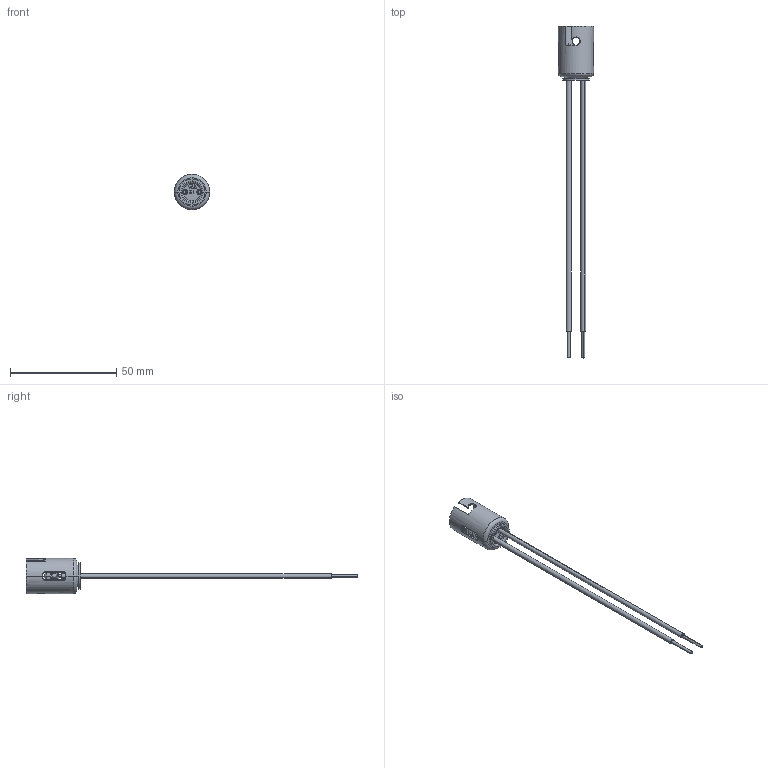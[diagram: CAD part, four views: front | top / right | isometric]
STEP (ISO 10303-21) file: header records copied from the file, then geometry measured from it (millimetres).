
FILE_DESCRIPTION (( 'STEP AP203' ), '1' );
FILE_NAME ('22-07.STEP', '2019-05-31T22:37:30', ( 'user' ), ( 'Microsoft' ), 'SwSTEP 2.0', 'SolidWorks 2018', '' );
FILE_SCHEMA (( 'CONFIG_CONTROL_DESIGN' ));
Length unit declared in the file: foot
Products named in the file (6): 18AWG BLACK SPLIT_wire 2; 22-07; 83001115XX_Crimp; 5800051205_P103583_5800051205; 84005210xx; 80002309xx_compressed
Assembly tree (7 placements, depth 2):
  22-07
    83001115XX_Crimp
    5800051205_P103583_5800051205
    84005210xx  x2
    80002309xx_compressed
    18AWG BLACK SPLIT_wire 2  x2
Bounding box: 16.87 x 156.55 x 16.68 mm (x, y, z)
Volume: 2392.1 mm3; surface area: 5687.1 mm2
Topology: 7 solids, 7 shells, 463 faces, 1217 edges, 800 vertices
Faces by surface type: plane 246, bspline 144, cylinder 43, torus 26, cone 4
Entity records: 23994 total; most frequent: CARTESIAN_POINT 13175, ORIENTED_EDGE 2346, DIRECTION 1629, EDGE_CURVE 1173, VERTEX_POINT 776, LINE 711, VECTOR 711, EDGE_LOOP 489
